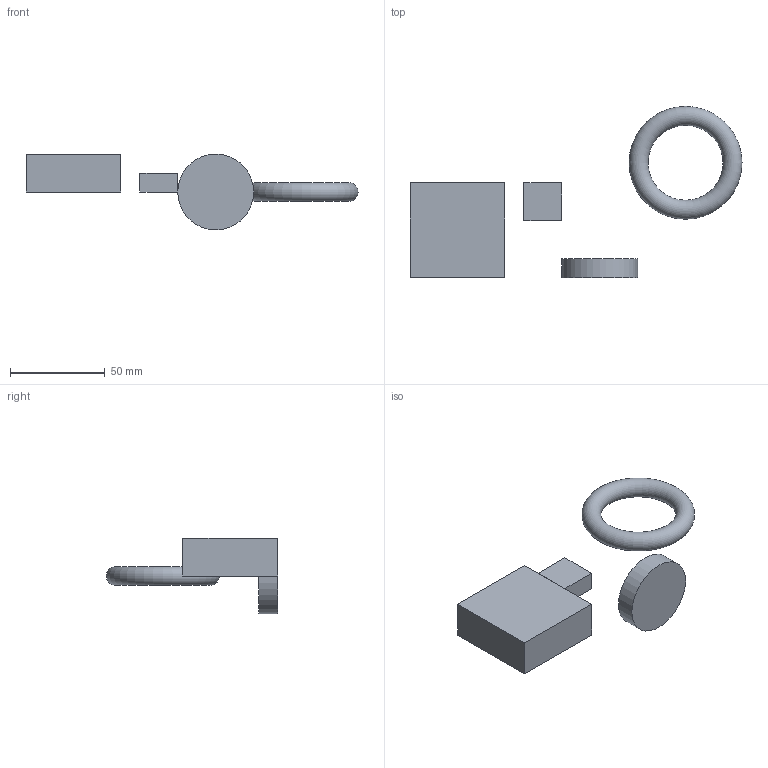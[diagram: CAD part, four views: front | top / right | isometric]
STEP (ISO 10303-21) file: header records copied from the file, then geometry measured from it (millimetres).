
FILE_DESCRIPTION(/* description */ (''),/* implementation_level */ '2;1');
FILE_NAME(/* name */ 'ManyBodies.stp',/* time_stamp */ '2020-12-15T17:10:42+00:00',/* author */ (''),/* organization */ (''),/* preprocessor_version */ 'ST-DEVELOPER v18.1',/* originating_system */ 'Autodesk Translation Framework',/* authorisation */ '');
FILE_SCHEMA (('AUTOMOTIVE_DESIGN { 1 0 10303 214 3 1 1 }'));
Length unit declared in the file: millimetre
Products named in the file (1): ManyBodies
Bounding box: 175.01 x 90.27 x 40 mm (x, y, z)
Volume: 71955.6 mm3; surface area: 22783.6 mm2
Topology: 4 solids, 6 shells, 28 faces, 53 edges, 35 vertices
Faces by surface type: plane 26, cylinder 1, torus 1
Full cylindrical faces by diameter (mm): 40 x1
Entity records: 714 total; most frequent: CARTESIAN_POINT 117, DIRECTION 115, ORIENTED_EDGE 106, EDGE_CURVE 53, LINE 49, VECTOR 49, VERTEX_POINT 35, AXIS2_PLACEMENT_3D 33
